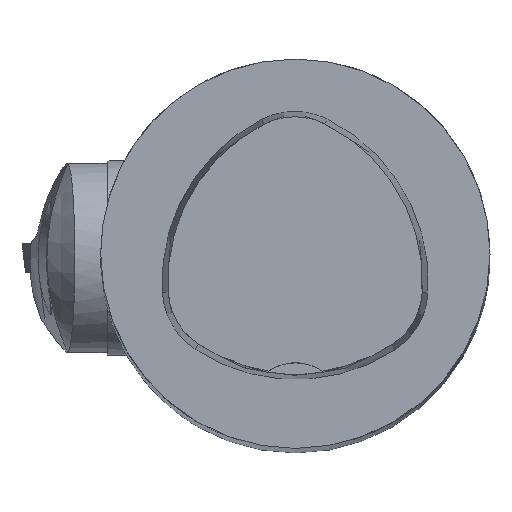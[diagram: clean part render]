
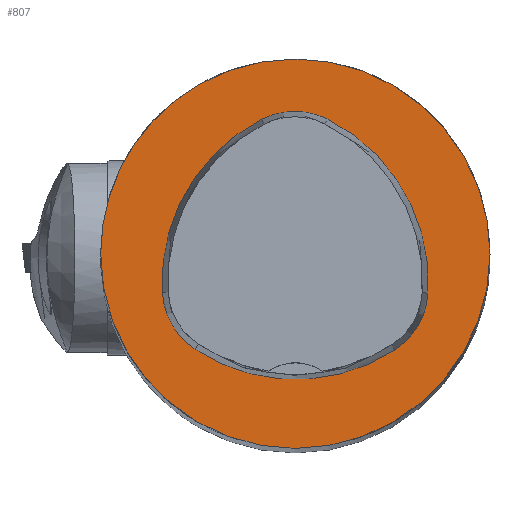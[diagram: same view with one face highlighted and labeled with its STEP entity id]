
A CAD part, top view. The second image highlights one B-rep face of the part: STEP entity #807.
In plain terms, the highlighted planar face has unit normal (0, 0, 1).
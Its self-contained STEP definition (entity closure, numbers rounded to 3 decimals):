
#171=PLANE('',#6805);
#807=ADVANCED_FACE('',(#1525,#1526),#171,.T.);
#1385=CIRCLE('',#6769,16.);
#1388=CIRCLE('',#6783,15.);
#1390=CIRCLE('',#6786,6.);
#1392=CIRCLE('',#6789,15.);
#1394=CIRCLE('',#6792,6.);
#1398=CIRCLE('',#6797,15.);
#1400=CIRCLE('',#6800,6.);
#1525=FACE_BOUND('',#1613,.T.);
#1526=FACE_BOUND('',#1614,.T.);
#1613=EDGE_LOOP('',(#2082,#2083,#2084,#2085,#2086,#2087));
#1614=EDGE_LOOP('',(#2088));
#2082=ORIENTED_EDGE('',*,*,#4599,.T.);
#2083=ORIENTED_EDGE('',*,*,#4579,.T.);
#2084=ORIENTED_EDGE('',*,*,#4583,.T.);
#2085=ORIENTED_EDGE('',*,*,#4586,.T.);
#2086=ORIENTED_EDGE('',*,*,#4589,.T.);
#2087=ORIENTED_EDGE('',*,*,#4597,.T.);
#2088=ORIENTED_EDGE('',*,*,#4553,.F.);
#3910=VERTEX_POINT('',#8924);
#3936=VERTEX_POINT('',#9181);
#3937=VERTEX_POINT('',#9182);
#3940=VERTEX_POINT('',#9190);
#3942=VERTEX_POINT('',#9196);
#3944=VERTEX_POINT('',#9202);
#3951=VERTEX_POINT('',#9223);
#4553=EDGE_CURVE('',#3910,#3910,#1385,.T.);
#4579=EDGE_CURVE('',#3936,#3937,#1388,.T.);
#4583=EDGE_CURVE('',#3937,#3940,#1390,.T.);
#4586=EDGE_CURVE('',#3940,#3942,#1392,.T.);
#4589=EDGE_CURVE('',#3942,#3944,#1394,.T.);
#4597=EDGE_CURVE('',#3944,#3951,#1398,.T.);
#4599=EDGE_CURVE('',#3951,#3936,#1400,.T.);
#6769=AXIS2_PLACEMENT_3D('',#8923,#7299,#7300);
#6783=AXIS2_PLACEMENT_3D('',#9180,#7335,#7336);
#6786=AXIS2_PLACEMENT_3D('',#9189,#7343,#7344);
#6789=AXIS2_PLACEMENT_3D('',#9195,#7350,#7351);
#6792=AXIS2_PLACEMENT_3D('',#9201,#7357,#7358);
#6797=AXIS2_PLACEMENT_3D('',#9224,#7369,#7370);
#6800=AXIS2_PLACEMENT_3D('',#9227,#7375,#7376);
#6805=AXIS2_PLACEMENT_3D('',#9232,#7385,#7386);
#7299=DIRECTION('',(0.,0.,-1.));
#7300=DIRECTION('',(-1.,0.,0.));
#7335=DIRECTION('',(0.,0.,-1.));
#7336=DIRECTION('',(-1.,0.,0.));
#7343=DIRECTION('',(0.,0.,-1.));
#7344=DIRECTION('',(-1.,0.,0.));
#7350=DIRECTION('',(0.,0.,-1.));
#7351=DIRECTION('',(-1.,0.,0.));
#7357=DIRECTION('',(0.,0.,-1.));
#7358=DIRECTION('',(-1.,0.,0.));
#7369=DIRECTION('',(0.,0.,-1.));
#7370=DIRECTION('',(-1.,0.,0.));
#7375=DIRECTION('',(0.,0.,-1.));
#7376=DIRECTION('',(-1.,0.,0.));
#7385=DIRECTION('',(0.,0.,1.));
#7386=DIRECTION('',(1.,0.,0.));
#8923=CARTESIAN_POINT('',(0.,0.,0.));
#8924=CARTESIAN_POINT('',(-16.,0.,0.));
#9180=CARTESIAN_POINT('',(4.048,-2.316,0.));
#9181=CARTESIAN_POINT('',(-10.926,-3.206,0.));
#9182=CARTESIAN_POINT('',(-2.774,11.043,0.));
#9189=CARTESIAN_POINT('',(-0.045,5.7,0.));
#9190=CARTESIAN_POINT('',(2.638,11.066,0.));
#9195=CARTESIAN_POINT('',(-4.07,-2.35,0.));
#9196=CARTESIAN_POINT('',(10.903,-3.249,0.));
#9201=CARTESIAN_POINT('',(4.914,-2.889,0.));
#9202=CARTESIAN_POINT('',(8.177,-7.924,0.));
#9223=CARTESIAN_POINT('',(-8.24,-7.859,0.));
#9224=CARTESIAN_POINT('',(0.019,4.663,0.));
#9227=CARTESIAN_POINT('',(-4.936,-2.85,0.));
#9232=CARTESIAN_POINT('',(0.,0.,0.));
